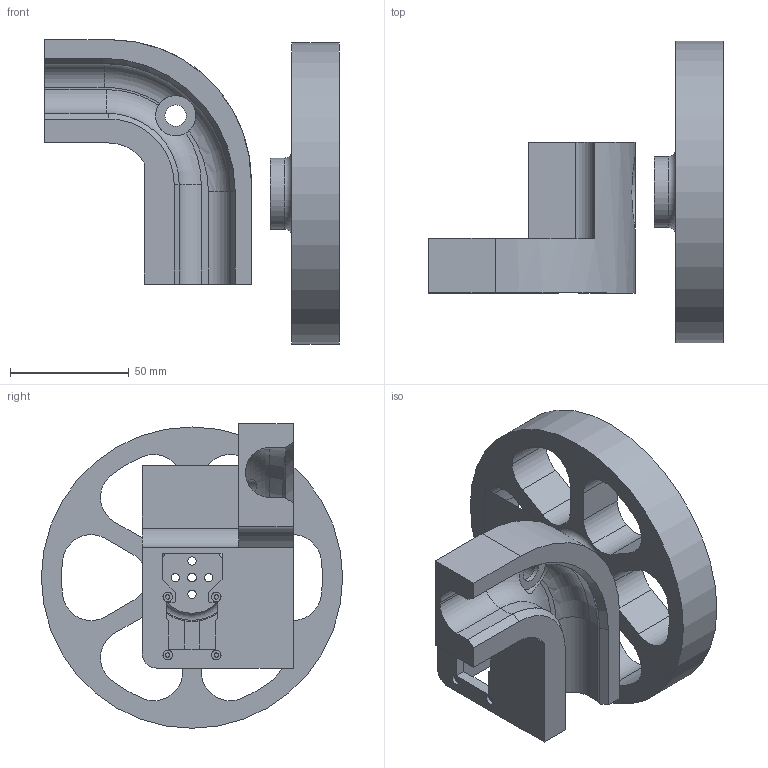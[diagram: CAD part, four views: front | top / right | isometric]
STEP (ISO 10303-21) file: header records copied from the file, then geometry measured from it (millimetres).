
FILE_DESCRIPTION(('HOOPS Exchange Step'),'2;1');
FILE_NAME('temp_export','2025-10-02T20:41:46+19:00',('mobile'),('Shapr3D Limited'),'HOOPS Exchange 2025.5','Shapr3D','Authorized');
FILE_SCHEMA( ('AP242_MANAGED_MODEL_BASED_3D_ENGINEERING_MIM_LF {1 0 10303 442 1 1 4}') );
Length unit declared in the file: millimetre
Products named in the file (6): Circular Pattern 01; omni_wheel_mount v5:3; 4 Omni-Directional Wheel_Single_Body v1:3; LeKiwi.stp; XLeRobot 0-35 wheels.step; root
Assembly tree (5 placements, depth 5):
  root
    XLeRobot 0-35 wheels.step
      LeKiwi.stp
        Circular Pattern 01
        4 Omni-Directional Wheel_Single_Body v1:3
          omni_wheel_mount v5:3
Bounding box: 124.17 x 127 x 128.36 mm (x, y, z)
Volume: 265362.1 mm3; surface area: 75999.3 mm2
Topology: 2 solids, 2 shells, 178 faces, 507 edges, 341 vertices
Faces by surface type: plane 88, cylinder 80, cone 7, torus 3
Full cylindrical faces by diameter (mm): 1.8 x4, 3.5 x4, 3.6 x1, 4 x4, 7 x1, 9 x1, 17 x1, 30 x1, 37 x1, 127 x1
Entity records: 6594 total; most frequent: CARTESIAN_POINT 1448, DIRECTION 1082, ORIENTED_EDGE 1014, EDGE_CURVE 507, AXIS2_PLACEMENT_3D 395, VERTEX_POINT 341, VECTOR 292, LINE 292
